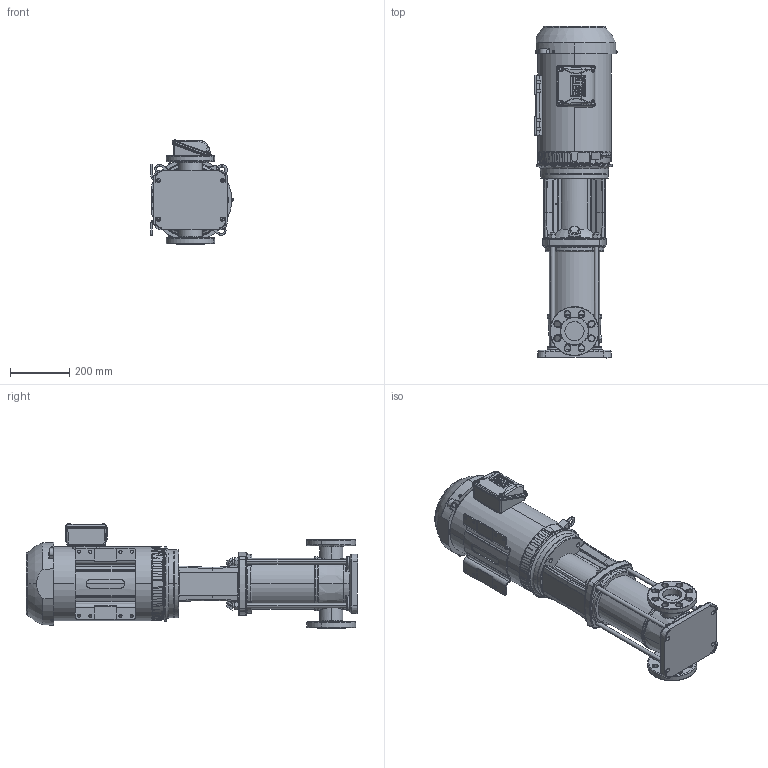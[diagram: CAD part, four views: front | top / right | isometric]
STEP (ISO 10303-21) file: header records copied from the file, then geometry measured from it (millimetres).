
FILE_DESCRIPTION (( 'STEP AP203' ), '1' );
FILE_NAME ('3350085 - MVI-100-5-15 HP-254TC-304-E-575~3.step', '2022-03-31T13:12:24', ( '' ), ( '' ), 'SwSTEP 2.0', 'SolidWorks 2021', '' );
FILE_SCHEMA (( 'CONFIG_CONTROL_DESIGN' ));
Length unit declared in the file: inch
Products named in the file (5): sbi_n_20-5_flange(NEMA); TEFC MOTOR_2700101 - NEMA V2 15 HP 254_6TC 575~3 TEFC W; MVI PEO - [304-EPDM]_3304085 - MVI-100-5-15 HP-254TC-304-E-S; 2700101 - NEMA V2 15 HP 254_6TC 575~3 TEFC W; 3350085 - MVI-100-5-15 HP-254TC-304-E-575~3
Assembly tree (4 placements, depth 3):
  3350085 - MVI-100-5-15 HP-254TC-304-E-575~3
    MVI PEO - [304-EPDM]_3304085 - MVI-100-5-15 HP-254TC-304-E-S
      sbi_n_20-5_flange(NEMA)
    TEFC MOTOR_2700101 - NEMA V2 15 HP 254_6TC 575~3 TEFC W
      2700101 - NEMA V2 15 HP 254_6TC 575~3 TEFC W
Bounding box: 276.99 x 1118 x 352.52 mm (x, y, z)
Volume: 40889130.2 mm3; surface area: 1873765.3 mm2
Topology: 23 solids, 39 shells, 4353 faces, 11521 edges, 7496 vertices
Faces by surface type: plane 1969, cylinder 1584, bspline 486, cone 198, torus 110, sphere 6
Entity records: 184294 total; most frequent: CARTESIAN_POINT 79917, ORIENTED_EDGE 22978, DIRECTION 19934, EDGE_CURVE 11489, VERTEX_POINT 7494, AXIS2_PLACEMENT_3D 7081, VECTOR 5772, LINE 5772
